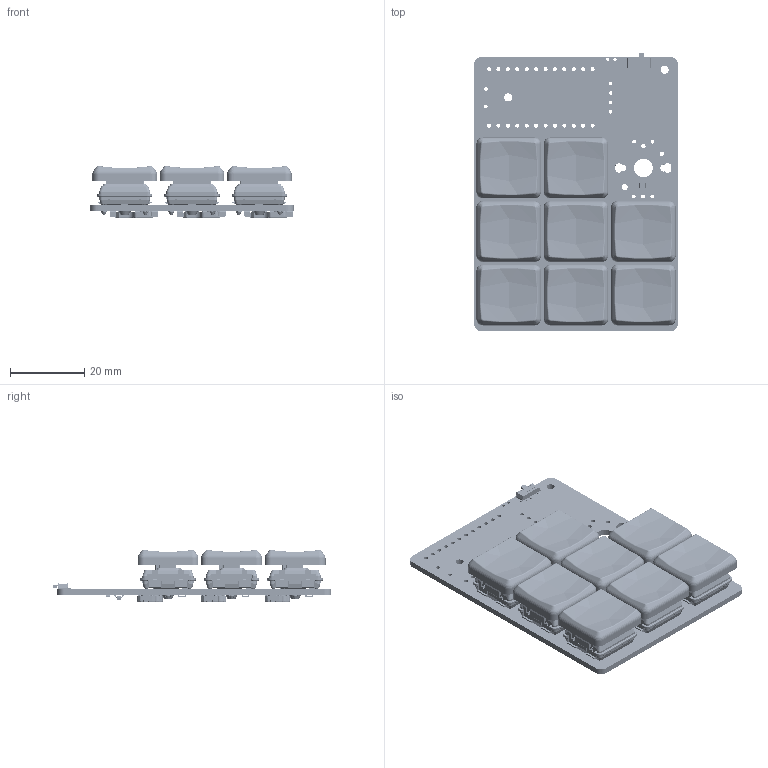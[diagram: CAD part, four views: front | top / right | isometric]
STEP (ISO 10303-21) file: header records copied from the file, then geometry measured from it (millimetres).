
FILE_DESCRIPTION(('KiCad electronic assembly'),'2;1');
FILE_NAME('pipar_flake.step','2024-11-10T17:13:54',('Pcbnew'),('Kicad'), 'Open CASCADE STEP processor 7.8','KiCad to STEP converter','Unknown' );
FILE_SCHEMA(('AUTOMOTIVE_DESIGN { 1 0 10303 214 1 1 1 1 }'));
Length unit declared in the file: millimetre
Products named in the file (18): pipar_flake 1; Choc_V1_Switch; SW_Kailh_Choc_V1_cp; Choc_V1_Hotswap; SW_Hotswap_Kailh_Choc_v1; Choc_V1_Keycap_MBK_Black_1u; Choc_V1_MBK_Keycap_1u v1; LED_0805_2012Metric; SW_SPDT_PCM12; Fusion_sp; Nexperia_CFP3_SOD-123W; CQ assembly; R_0805_2012Metric; SOT-23; SOT_23; pipar_flake_PCB
Assembly tree (71 placements, depth 3):
  pipar_flake 1
    Choc_V1_Switch  x8
      SW_Kailh_Choc_V1_cp
    Choc_V1_Hotswap  x8
      SW_Hotswap_Kailh_Choc_v1
    Choc_V1_Keycap_MBK_Black_1u  x8
      Choc_V1_MBK_Keycap_1u v1
    LED_0805_2012Metric  x17
      LED_0805_2012Metric
    SW_SPDT_PCM12
      Fusion_sp
    Nexperia_CFP3_SOD-123W  x9
      CQ assembly
    R_0805_2012Metric  x10
      R_0805_2012Metric
    SOT-23
      SOT_23
    pipar_flake_PCB
Bounding box: 55.03 x 75.3 x 13.98 mm (x, y, z)
Volume: 19148.3 mm3; surface area: 30861.1 mm2
Topology: 138 solids, 138 shells, 11263 faces, 29583 edges, 18704 vertices
Faces by surface type: plane 6464, bspline 2541, cylinder 1864, torus 224, sphere 104, cone 66
Full cylindrical faces by diameter (mm): 0.8 x2, 0.9 x4, 1 x6, 1.02 x5, 1.092 x24, 1.2 x2, 1.6 x9, 1.9 x16, 2.2 x2, 2.762 x8, 2.826 x8, 2.893 x8, 3.007 x8, 3.05 x16, 5.05 x9
Entity records: 62583 total; most frequent: CARTESIAN_POINT 16770, ORIENTED_EDGE 8532, DIRECTION 5982, EDGE_CURVE 4266, VERTEX_POINT 2702, LINE 2038, VECTOR 2038, AXIS2_PLACEMENT_3D 1972
